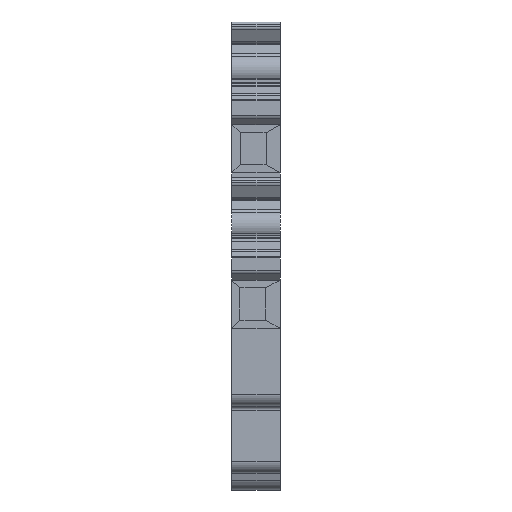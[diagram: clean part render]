
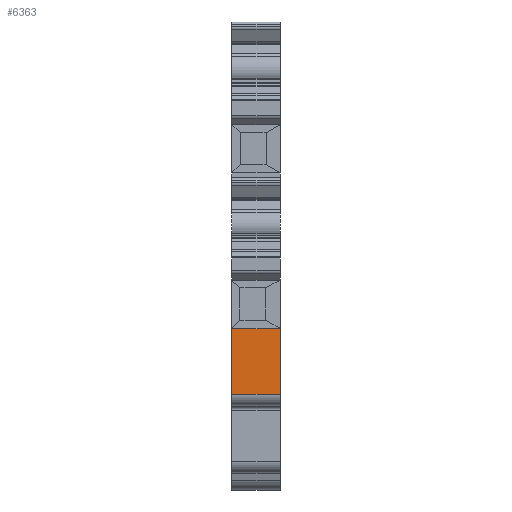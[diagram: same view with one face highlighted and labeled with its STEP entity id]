
A CAD part, left-side view. The second image highlights one B-rep face of the part: STEP entity #6363.
In plain terms, the highlighted face is planar.
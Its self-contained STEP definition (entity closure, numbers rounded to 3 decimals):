
#8 = VECTOR ( 'NONE', #6654, 1000. ) ;
#20 = EDGE_LOOP ( 'NONE', ( #7381, #2933, #6981, #4719 ) ) ;
#232 = CARTESIAN_POINT ( 'NONE',  ( 0., 10.15, 5.603 ) ) ;
#912 = AXIS2_PLACEMENT_3D ( 'NONE', #4376, #8644, #7928 ) ;
#1093 = EDGE_CURVE ( 'NONE', #1316, #6887, #6376, .T. ) ;
#1146 = EDGE_CURVE ( 'NONE', #1316, #4117, #8197, .T. ) ;
#1296 = CARTESIAN_POINT ( 'NONE',  ( 6., 10.15, 13.712 ) ) ;
#1304 = EDGE_CURVE ( 'NONE', #4117, #8286, #5638, .T. ) ;
#1316 = VERTEX_POINT ( 'NONE', #232 ) ;
#1398 = DIRECTION ( 'NONE',  ( 1., 0., 0. ) ) ;
#1578 = EDGE_CURVE ( 'NONE', #6887, #8286, #2653, .T. ) ;
#2309 = CARTESIAN_POINT ( 'NONE',  ( 6., 10.15, 13.712 ) ) ;
#2349 = VECTOR ( 'NONE', #1398, 1000. ) ;
#2653 = LINE ( 'NONE', #1296, #8 ) ;
#2767 = CARTESIAN_POINT ( 'NONE',  ( 0., 10.15, 13.712 ) ) ;
#2933 = ORIENTED_EDGE ( 'NONE', *, *, #1304, .F. ) ;
#4117 = VERTEX_POINT ( 'NONE', #7664 ) ;
#4376 = CARTESIAN_POINT ( 'NONE',  ( 0., 10.15, 13.712 ) ) ;
#4639 = CARTESIAN_POINT ( 'NONE',  ( 0., 10.15, 5.603 ) ) ;
#4640 = VECTOR ( 'NONE', #7790, 1000. ) ;
#4719 = ORIENTED_EDGE ( 'NONE', *, *, #1093, .T. ) ;
#5032 = CARTESIAN_POINT ( 'NONE',  ( 0., 10.15, 5.603 ) ) ;
#5192 = FACE_OUTER_BOUND ( 'NONE', #20, .T. ) ;
#5638 = LINE ( 'NONE', #2309, #4640 ) ;
#6363 = ADVANCED_FACE ( 'NONE', ( #5192 ), #7839, .T. ) ;
#6376 = LINE ( 'NONE', #5032, #6944 ) ;
#6654 = DIRECTION ( 'NONE',  ( 1., 0., 0. ) ) ;
#6887 = VERTEX_POINT ( 'NONE', #2767 ) ;
#6944 = VECTOR ( 'NONE', #7771, 1000. ) ;
#6981 = ORIENTED_EDGE ( 'NONE', *, *, #1146, .F. ) ;
#7381 = ORIENTED_EDGE ( 'NONE', *, *, #1578, .T. ) ;
#7664 = CARTESIAN_POINT ( 'NONE',  ( 6., 10.15, 5.603 ) ) ;
#7771 = DIRECTION ( 'NONE',  ( 0., 0., 1. ) ) ;
#7790 = DIRECTION ( 'NONE',  ( 0., 0., 1. ) ) ;
#7839 = PLANE ( 'NONE',  #912 ) ;
#7928 = DIRECTION ( 'NONE',  ( -1., 0., 0. ) ) ;
#8197 = LINE ( 'NONE', #4639, #2349 ) ;
#8286 = VERTEX_POINT ( 'NONE', #8700 ) ;
#8644 = DIRECTION ( 'NONE',  ( 0., 1., 0. ) ) ;
#8700 = CARTESIAN_POINT ( 'NONE',  ( 6., 10.15, 13.712 ) ) ;
